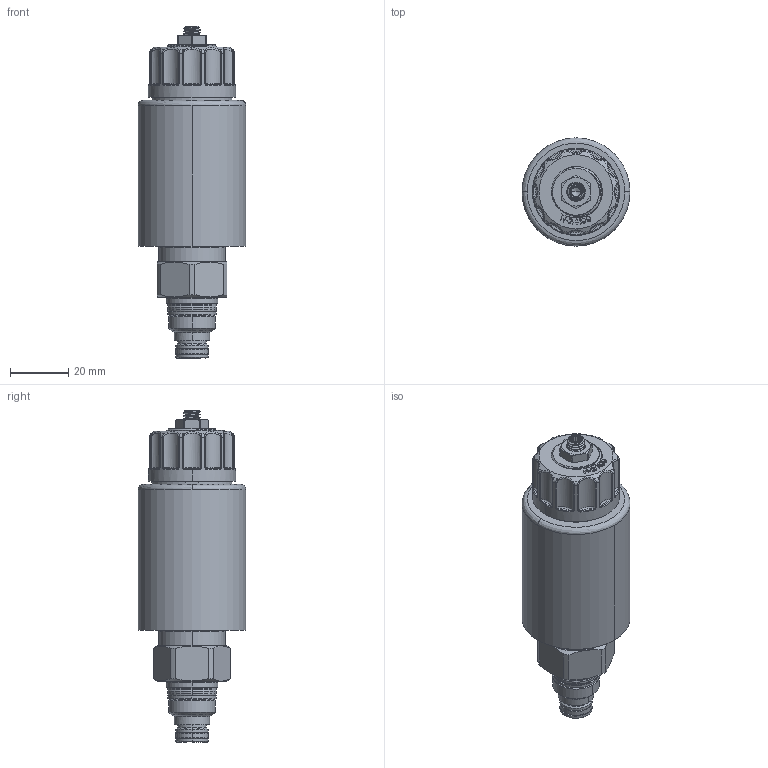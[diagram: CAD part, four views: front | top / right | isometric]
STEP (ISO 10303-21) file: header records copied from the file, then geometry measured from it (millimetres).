
FILE_DESCRIPTION (( 'STEP AP214' ), '1' );
FILE_NAME ('466.T8A-EPD_Kunde.STEP', '2017-03-09T08:56:02', ( 'user' ), ( '' ), 'SwSTEP 2.0', 'SolidWorks 2016', '' );
FILE_SCHEMA (( 'AUTOMOTIVE_DESIGN' ));
Length unit declared in the file: millimetre
Products named in the file (1): 466.T8A-EPD_Kunde
Bounding box: 37 x 37 x 113.76 mm (x, y, z)
Volume: 77130.3 mm3; surface area: 13786.5 mm2
Topology: 2 solids, 2 shells, 579 faces, 1526 edges, 974 vertices
Faces by surface type: plane 215, bspline 203, cylinder 110, cone 47, torus 4
Entity records: 31844 total; most frequent: CARTESIAN_POINT 18454, ORIENTED_EDGE 3048, DIRECTION 1896, EDGE_CURVE 1524, VERTEX_POINT 974, AXIS2_PLACEMENT_3D 633, LINE 630, VECTOR 630
